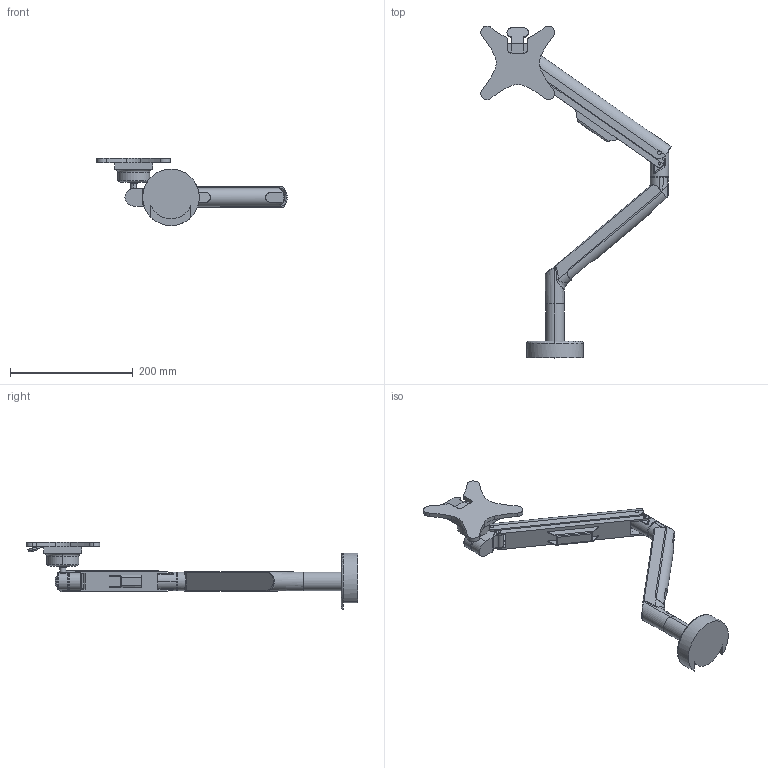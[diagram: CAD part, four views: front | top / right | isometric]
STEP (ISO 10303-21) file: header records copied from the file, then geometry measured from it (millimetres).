
FILE_DESCRIPTION (( 'STEP AP214' ), '1' );
FILE_NAME ('CMD --Through Desk.STEP', '2019-05-07T14:03:24', ( '' ), ( '' ), 'SwSTEP 2.0', 'SolidWorks 2019', '' );
FILE_SCHEMA (( 'AUTOMOTIVE_DESIGN' ));
Length unit declared in the file: millimetre
Products named in the file (1): CMD --Through Desk
Bounding box: 309.69 x 540.21 x 109.5 mm (x, y, z)
Volume: 362150.4 mm3; surface area: 185362.4 mm2
Topology: 7 solids, 8 shells, 254 faces, 621 edges, 391 vertices
Faces by surface type: plane 109, cylinder 98, bspline 27, torus 14, sphere 4, cone 2
Entity records: 13191 total; most frequent: CARTESIAN_POINT 4498, ORIENTED_EDGE 1228, DIRECTION 1219, EDGE_CURVE 614, AXIS2_PLACEMENT_3D 453, VERTEX_POINT 388, LINE 313, VECTOR 313
